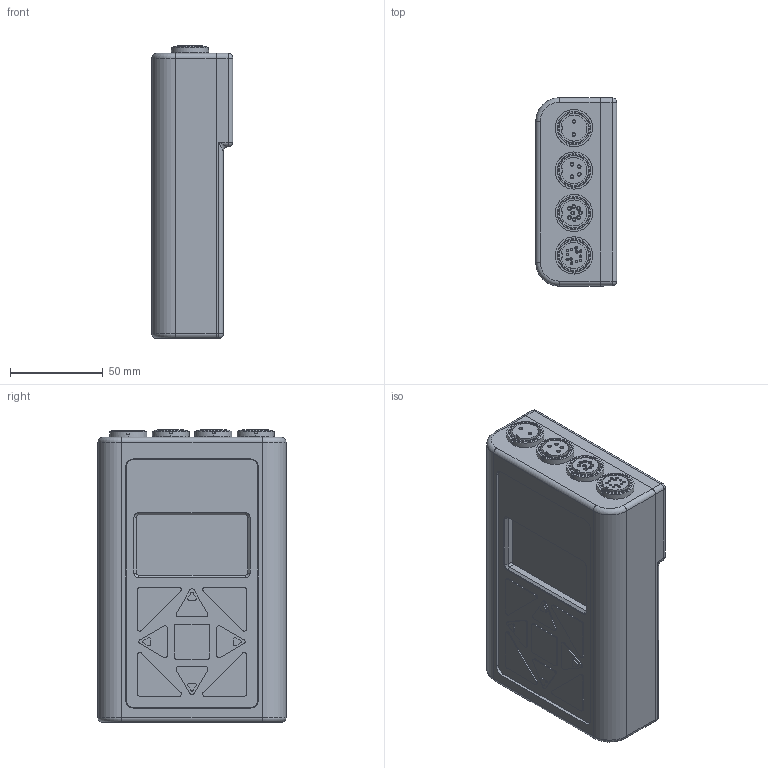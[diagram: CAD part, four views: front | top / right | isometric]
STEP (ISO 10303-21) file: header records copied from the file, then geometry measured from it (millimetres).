
FILE_DESCRIPTION((''),'2;1');
FILE_NAME('FI1329-C.stp','2013-03-21T10:53:28',(''),(''),'Mechanical Desktop 2009','Mechanical Desktop 2009',', , ');
FILE_SCHEMA(('CONFIG_CONTROL_DESIGN'));
Length unit declared in the file: inch
Products named in the file (14): FI1329-C; 2_PIN_CONNECTOR; 09-0104-99-02; 4_PIN_CONNECTOR; 09-0112-99-04; 8_PIN_CONNECTOR; 09-0174-99-08; 12_PIN_CONNECTOR; 09-0132-90-12; ~~OVERLAY; PART1; ~BOTTOM; 26; NEWDWG
Assembly tree (332 placements, depth 3):
  FI1329-C
    2_PIN_CONNECTOR
      09-0104-99-02
    4_PIN_CONNECTOR
      09-0112-99-04
    8_PIN_CONNECTOR
      09-0174-99-08
    12_PIN_CONNECTOR
      09-0132-90-12
    ~~OVERLAY
    PART1
    ~BOTTOM
    26  x286
    NEWDWG  x13
      26
Bounding box: 43.89 x 101.24 x 157.59 mm (x, y, z)
Volume: 589394.9 mm3; surface area: 110200.6 mm2
Topology: 7 solids, 7 shells, 697 faces, 1534 edges, 976 vertices
Faces by surface type: cylinder 344, plane 253, cone 72, torus 20, sphere 6, bspline 2
Entity records: 22325 total; most frequent: DIRECTION 4394, CARTESIAN_POINT 3680, ORIENTED_EDGE 3052, AXIS2_PLACEMENT_3D 1840, EDGE_CURVE 1526, VERTEX_POINT 976, EDGE_LOOP 846, CIRCLE 808
